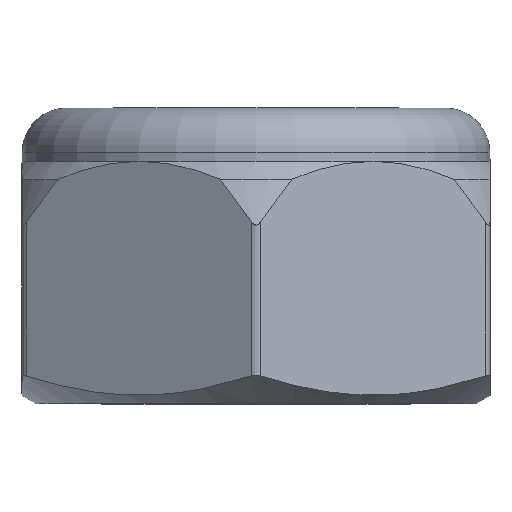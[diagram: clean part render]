
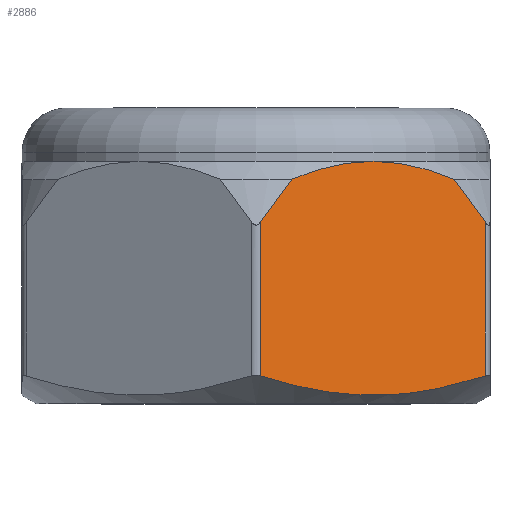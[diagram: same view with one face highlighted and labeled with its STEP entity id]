
A CAD part, top view. The second image highlights one B-rep face of the part: STEP entity #2886.
In plain terms, the highlighted planar face has unit normal (0.5, 0, 0.866).
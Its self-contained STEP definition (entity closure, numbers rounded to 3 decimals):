
#9 = CARTESIAN_POINT ( 'NONE',  ( 6.671, -5.529, 7.118 ) ) ;
#14 = CARTESIAN_POINT ( 'NONE',  ( 9.31, 1.37, 5.595 ) ) ;
#31 = PLANE ( 'NONE',  #1339 ) ;
#56 = CARTESIAN_POINT ( 'NONE',  ( 1.685, -5.323, 9.997 ) ) ;
#130 = CARTESIAN_POINT ( 'NONE',  ( 5.885, 3.743, 7.572 ) ) ;
#150 = EDGE_CURVE ( 'NONE', #3160, #2561, #1567, .T. ) ;
#192 = CARTESIAN_POINT ( 'NONE',  ( 4.75, 3.827, 8.227 ) ) ;
#218 = CARTESIAN_POINT ( 'NONE',  ( 2.529, 3.507, 9.51 ) ) ;
#288 = CARTESIAN_POINT ( 'NONE',  ( 0.935, -5.126, 10.43 ) ) ;
#341 = ORIENTED_EDGE ( 'NONE', *, *, #444, .T. ) ;
#345 = DIRECTION ( 'NONE',  ( 0., 1., 0. ) ) ;
#361 = CARTESIAN_POINT ( 'NONE',  ( 4.75, 3.827, 8.227 ) ) ;
#444 = EDGE_CURVE ( 'NONE', #975, #625, #2649, .T. ) ;
#459 = B_SPLINE_CURVE_WITH_KNOTS ( 'NONE', 3,
 ( #2963, #3183, #1359, #3450 ),
 .UNSPECIFIED., .F., .F.,
 ( 4, 4 ),
 ( 0.008, 0.01 ),
 .UNSPECIFIED. ) ;
#504 = LINE ( 'NONE', #1874, #2343 ) ;
#527 = DIRECTION ( 'NONE',  ( -0.5, 0., -0.866 ) ) ;
#563 = EDGE_CURVE ( 'NONE', #1217, #975, #1953, .T. ) ;
#625 = VERTEX_POINT ( 'NONE', #1400 ) ;
#837 = ORIENTED_EDGE ( 'NONE', *, *, #3395, .T. ) ;
#929 = ORIENTED_EDGE ( 'NONE', *, *, #2895, .T. ) ;
#934 = ORIENTED_EDGE ( 'NONE', *, *, #1582, .T. ) ;
#975 = VERTEX_POINT ( 'NONE', #3188 ) ;
#1012 = CARTESIAN_POINT ( 'NONE',  ( 4.187, 3.827, 8.552 ) ) ;
#1086 = ORIENTED_EDGE ( 'NONE', *, *, #150, .T. ) ;
#1091 = CARTESIAN_POINT ( 'NONE',  ( 5.518, -5.653, 7.784 ) ) ;
#1152 = CARTESIAN_POINT ( 'NONE',  ( 5.033, 3.827, 8.064 ) ) ;
#1217 = VERTEX_POINT ( 'NONE', #3355 ) ;
#1282 = CARTESIAN_POINT ( 'NONE',  ( 1.452, 3.092, 10.131 ) ) ;
#1339 = AXIS2_PLACEMENT_3D ( 'NONE', #2118, #527, #2394 ) ;
#1359 = CARTESIAN_POINT ( 'NONE',  ( 8.503, 2.555, 6.06 ) ) ;
#1400 = CARTESIAN_POINT ( 'NONE',  ( 9.31, -4.885, 5.595 ) ) ;
#1449 = EDGE_CURVE ( 'NONE', #2561, #1217, #2085, .T. ) ;
#1567 = B_SPLINE_CURVE_WITH_KNOTS ( 'NONE', 3,
 ( #192, #1012, #1816, #218, #2357, #2894 ),
 .UNSPECIFIED., .F., .F.,
 ( 4, 2, 4 ),
 ( 0.006, 0.008, 0.01 ),
 .UNSPECIFIED. ) ;
#1582 = EDGE_CURVE ( 'NONE', #2219, #1586, #459, .T. ) ;
#1586 = VERTEX_POINT ( 'NONE', #1839 ) ;
#1628 = CARTESIAN_POINT ( 'NONE',  ( 3.966, -5.67, 8.68 ) ) ;
#1640 = CARTESIAN_POINT ( 'NONE',  ( 9.31, -4.885, 5.595 ) ) ;
#1653 = DIRECTION ( 'NONE',  ( 0., -1., 0. ) ) ;
#1693 = CARTESIAN_POINT ( 'NONE',  ( 6.164, 3.693, 7.411 ) ) ;
#1816 = CARTESIAN_POINT ( 'NONE',  ( 3.631, 3.76, 8.874 ) ) ;
#1839 = CARTESIAN_POINT ( 'NONE',  ( 8.048, 3.092, 6.323 ) ) ;
#1874 = CARTESIAN_POINT ( 'NONE',  ( 9.31, 6., 5.595 ) ) ;
#1889 = CARTESIAN_POINT ( 'NONE',  ( 7.812, -5.324, 6.459 ) ) ;
#1928 = B_SPLINE_CURVE_WITH_KNOTS ( 'NONE', 3,
 ( #2438, #3278, #3045, #1693, #130, #3302, #1152, #361 ),
 .UNSPECIFIED., .F., .F.,
 ( 4, 2, 2, 4 ),
 ( 0.002, 0.004, 0.005, 0.006 ),
 .UNSPECIFIED. ) ;
#1953 = LINE ( 'NONE', #3048, #3181 ) ;
#2085 = B_SPLINE_CURVE_WITH_KNOTS ( 'NONE', 3,
 ( #1282, #3143, #3425, #3131 ),
 .UNSPECIFIED., .F., .F.,
 ( 4, 4 ),
 ( 0.019, 0.021 ),
 .UNSPECIFIED. ) ;
#2118 = CARTESIAN_POINT ( 'NONE',  ( 0., 6., 10.97 ) ) ;
#2219 = VERTEX_POINT ( 'NONE', #14 ) ;
#2343 = VECTOR ( 'NONE', #345, 1000. ) ;
#2357 = CARTESIAN_POINT ( 'NONE',  ( 1.982, 3.32, 9.826 ) ) ;
#2394 = DIRECTION ( 'NONE',  ( -0.866, 0., 0.5 ) ) ;
#2435 = CARTESIAN_POINT ( 'NONE',  ( 5.128, -5.671, 8.009 ) ) ;
#2438 = CARTESIAN_POINT ( 'NONE',  ( 8.048, 3.092, 6.323 ) ) ;
#2561 = VERTEX_POINT ( 'NONE', #3341 ) ;
#2570 = ORIENTED_EDGE ( 'NONE', *, *, #1449, .T. ) ;
#2613 = EDGE_LOOP ( 'NONE', ( #2570, #3202, #341, #929, #934, #837, #1086 ) ) ;
#2649 = B_SPLINE_CURVE_WITH_KNOTS ( 'NONE', 3,
 ( #3274, #288, #56, #3231, #1628, #2435, #1091, #2720, #9, #1889, #2967, #1640 ),
 .UNSPECIFIED., .F., .F.,
 ( 4, 2, 2, 2, 2, 4 ),
 ( 0., 0.003, 0.006, 0.007, 0.008, 0.011 ),
 .UNSPECIFIED. ) ;
#2720 = CARTESIAN_POINT ( 'NONE',  ( 6.288, -5.582, 7.339 ) ) ;
#2884 = FACE_OUTER_BOUND ( 'NONE', #2613, .T. ) ;
#2886 = ADVANCED_FACE ( 'NONE', ( #2884 ), #31, .F. ) ;
#2894 = CARTESIAN_POINT ( 'NONE',  ( 1.452, 3.092, 10.131 ) ) ;
#2895 = EDGE_CURVE ( 'NONE', #625, #2219, #504, .T. ) ;
#2947 = CARTESIAN_POINT ( 'NONE',  ( 4.75, 3.827, 8.227 ) ) ;
#2963 = CARTESIAN_POINT ( 'NONE',  ( 9.31, 1.37, 5.595 ) ) ;
#2967 = CARTESIAN_POINT ( 'NONE',  ( 8.564, -5.126, 6.025 ) ) ;
#3045 = CARTESIAN_POINT ( 'NONE',  ( 6.988, 3.501, 6.935 ) ) ;
#3048 = CARTESIAN_POINT ( 'NONE',  ( 0.19, 6., 10.86 ) ) ;
#3131 = CARTESIAN_POINT ( 'NONE',  ( 0.19, 1.37, 10.86 ) ) ;
#3143 = CARTESIAN_POINT ( 'NONE',  ( 0.997, 2.555, 10.394 ) ) ;
#3160 = VERTEX_POINT ( 'NONE', #2947 ) ;
#3181 = VECTOR ( 'NONE', #1653, 1000. ) ;
#3183 = CARTESIAN_POINT ( 'NONE',  ( 8.918, 1.974, 5.821 ) ) ;
#3188 = CARTESIAN_POINT ( 'NONE',  ( 0.19, -4.885, 10.86 ) ) ;
#3202 = ORIENTED_EDGE ( 'NONE', *, *, #563, .T. ) ;
#3231 = CARTESIAN_POINT ( 'NONE',  ( 3.201, -5.596, 9.122 ) ) ;
#3274 = CARTESIAN_POINT ( 'NONE',  ( 0.19, -4.885, 10.86 ) ) ;
#3278 = CARTESIAN_POINT ( 'NONE',  ( 7.524, 3.318, 6.626 ) ) ;
#3302 = CARTESIAN_POINT ( 'NONE',  ( 5.32, 3.81, 7.898 ) ) ;
#3341 = CARTESIAN_POINT ( 'NONE',  ( 1.452, 3.092, 10.131 ) ) ;
#3355 = CARTESIAN_POINT ( 'NONE',  ( 0.19, 1.37, 10.86 ) ) ;
#3395 = EDGE_CURVE ( 'NONE', #1586, #3160, #1928, .T. ) ;
#3425 = CARTESIAN_POINT ( 'NONE',  ( 0.583, 1.974, 10.633 ) ) ;
#3450 = CARTESIAN_POINT ( 'NONE',  ( 8.048, 3.092, 6.323 ) ) ;
